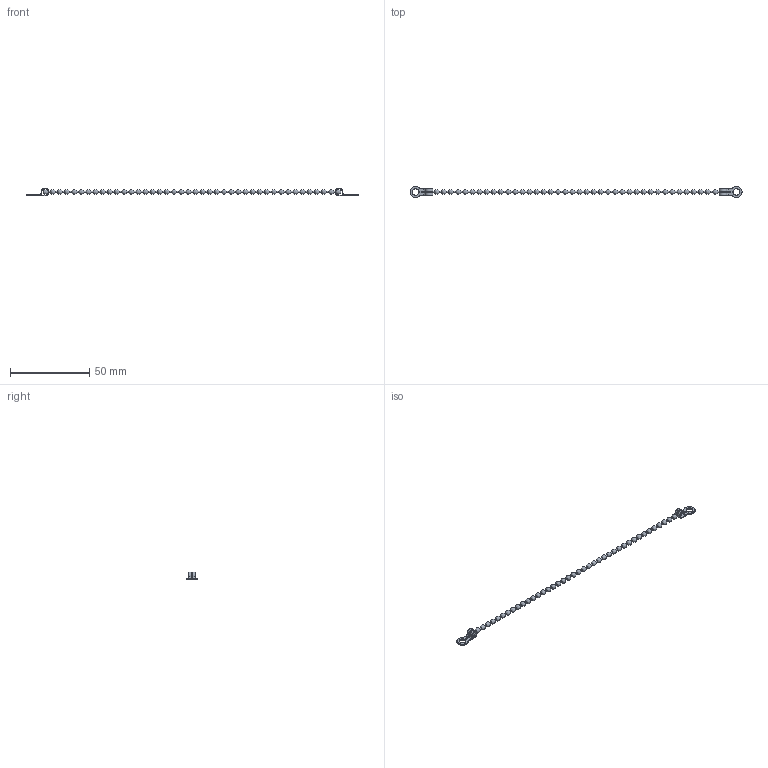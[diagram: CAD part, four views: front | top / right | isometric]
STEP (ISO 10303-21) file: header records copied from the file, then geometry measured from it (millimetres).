
FILE_DESCRIPTION((''),'2;1');
FILE_NAME('','2005-12-14T14:31:01',(''),(''),'','CADfix','');
FILE_SCHEMA(('AUTOMOTIVE_DESIGN'));
Length unit declared in the file: millimetre
Products named in the file (4): terminal; chain; joint; TM_14_2_10656_36
Assembly tree (45 placements, depth 2):
  TM_14_2_10656_36
    terminal  x2
    chain  x42
    joint
Bounding box: 209.29 x 7 x 5 mm (x, y, z)
Volume: 820.4 mm3; surface area: 2721.9 mm2
Topology: 45 solids, 45 shells, 174 faces, 562 edges, 432 vertices
Faces by surface type: bspline 174
Entity records: 1763 total; most frequent: CARTESIAN_POINT 774, DIRECTION 188, ORIENTED_EDGE 172, AXIS2_PLACEMENT_3D 94, EDGE_CURVE 86, VERTEX_POINT 60, PRODUCT_DEFINITION_SHAPE 49, NEXT_ASSEMBLY_USAGE_OCCURRENCE 45
